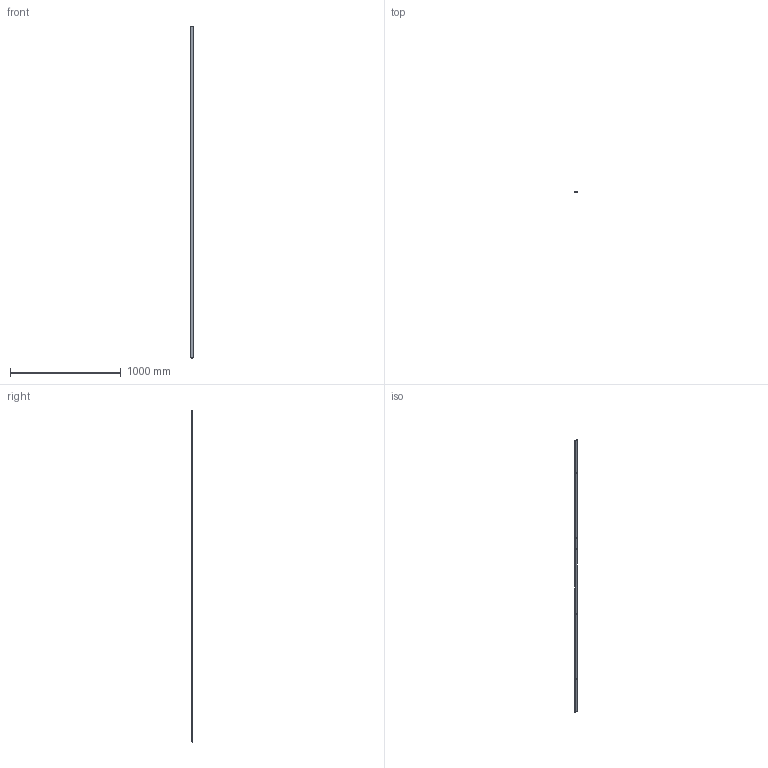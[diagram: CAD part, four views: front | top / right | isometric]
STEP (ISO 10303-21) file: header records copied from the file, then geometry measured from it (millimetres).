
FILE_DESCRIPTION (( 'STEP AP203' ), '1' );
FILE_NAME ('2300-N.step', '2015-09-17T14:55:06', ( '' ), ( '' ), 'SwSTEP 2.0', 'SolidWorks 2015', '' );
FILE_SCHEMA (( 'CONFIG_CONTROL_DESIGN' ));
Length unit declared in the file: millimetre
Products named in the file (1): 2300-N
Bounding box: 30 x 12 x 3000 mm (x, y, z)
Volume: 728516.5 mm3; surface area: 229546 mm2
Topology: 1 solids, 1 shells, 167 faces, 462 edges, 284 vertices
Faces by surface type: plane 71, torus 48, bspline 48
Entity records: 7373 total; most frequent: CARTESIAN_POINT 3522, ORIENTED_EDGE 828, DIRECTION 654, EDGE_CURVE 414, VERTEX_POINT 284, VECTOR 222, LINE 222, AXIS2_PLACEMENT_3D 216
